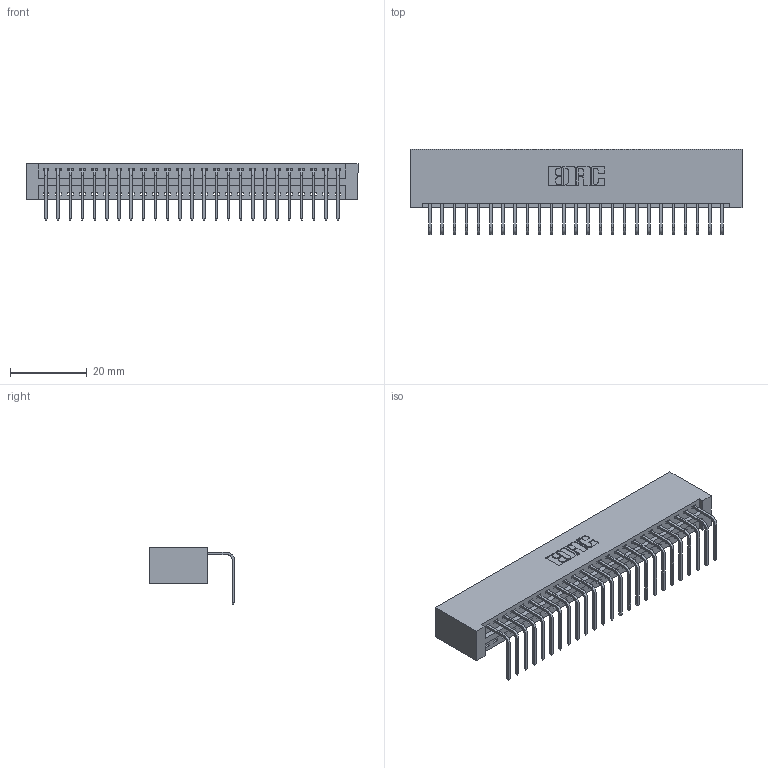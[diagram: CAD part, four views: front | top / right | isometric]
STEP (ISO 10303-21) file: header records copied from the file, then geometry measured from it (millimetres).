
FILE_DESCRIPTION (( 'STEP AP203' ), '1' );
FILE_NAME ('346-025-558-101.STEP', '2022-05-06T01:19:56', ( '' ), ( '' ), 'SwSTEP 2.0', 'SolidWorks 2020', '' );
FILE_SCHEMA (( 'CONFIG_CONTROL_DESIGN' ));
Length unit declared in the file: inch
Products named in the file (3): 346 Part_No Mounting Lugs; 345-292-001_558 Tail - 2; 346-025-558-101
Assembly tree (26 placements, depth 2):
  346-025-558-101
    346 Part_No Mounting Lugs
    345-292-001_558 Tail - 2  x25
Bounding box: 86.61 x 22.16 x 14.73 mm (x, y, z)
Volume: 8806.5 mm3; surface area: 11395.5 mm2
Topology: 26 solids, 26 shells, 1614 faces, 4855 edges, 3202 vertices
Faces by surface type: plane 1122, cylinder 492
Entity records: 17611 total; most frequent: CARTESIAN_POINT 3031, ORIENTED_EDGE 2990, DIRECTION 2689, EDGE_CURVE 1495, LINE 1271, VECTOR 1271, VERTEX_POINT 994, AXIS2_PLACEMENT_3D 709
